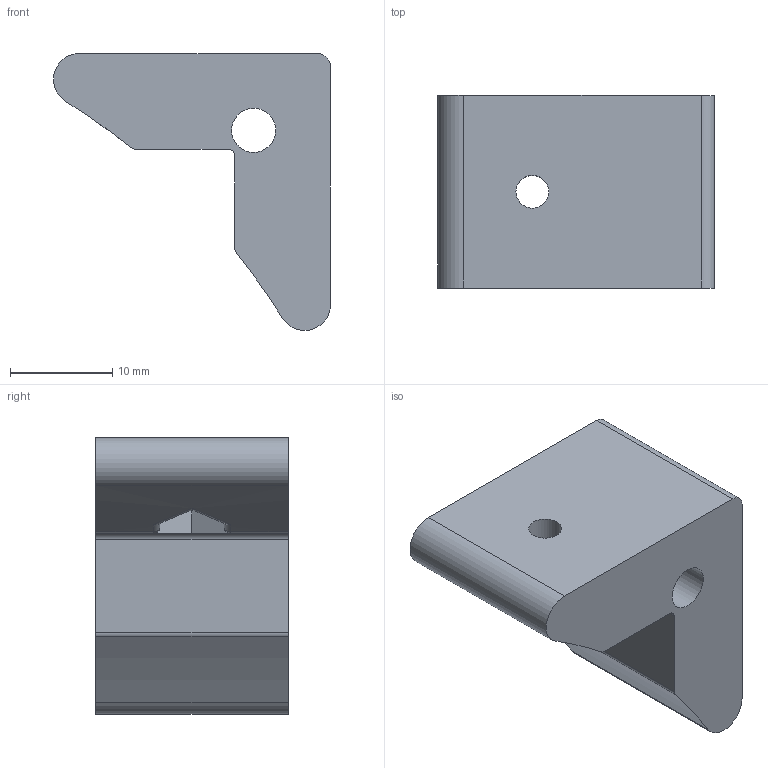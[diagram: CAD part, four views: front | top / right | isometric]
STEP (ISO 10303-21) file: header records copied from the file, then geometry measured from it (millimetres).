
FILE_DESCRIPTION( ( '' ), ' ' );
FILE_NAME( '5d728e96dd2e5f15a9042400.step', '2019-09-06T16:51:34', ( '' ), ( '' ), ' ', ' ', ' ' );
FILE_SCHEMA( ( 'AUTOMOTIVE_DESIGN { 1 0 10303 214 1 1 1 1 }' ) );
Length unit declared in the file: metre
Products named in the file (1): Part 1
Bounding box: 27.04 x 18.8 x 27.04 mm (x, y, z)
Volume: 6482.1 mm3; surface area: 2916.3 mm2
Topology: 1 solids, 1 shells, 32 faces, 86 edges, 54 vertices
Faces by surface type: plane 13, cylinder 13, bspline 2, torus 2, sphere 2
Full cylindrical faces by diameter (mm): 3.2 x1, 4.3 x1
Entity records: 1420 total; most frequent: CARTESIAN_POINT 348, DIRECTION 174, ORIENTED_EDGE 162, EDGE_CURVE 81, AXIS2_PLACEMENT_3D 67, VERTEX_POINT 53, LINE 40, VECTOR 40
